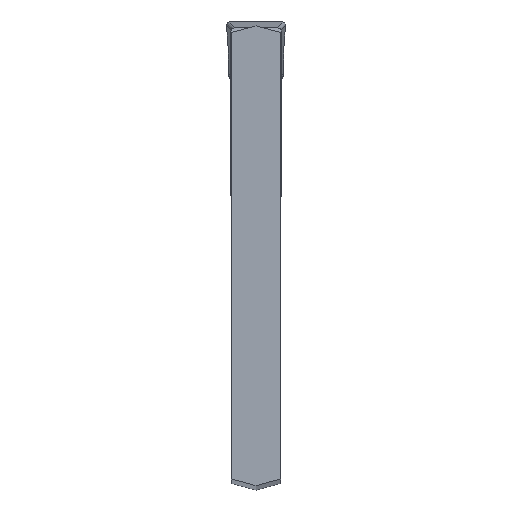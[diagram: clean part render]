
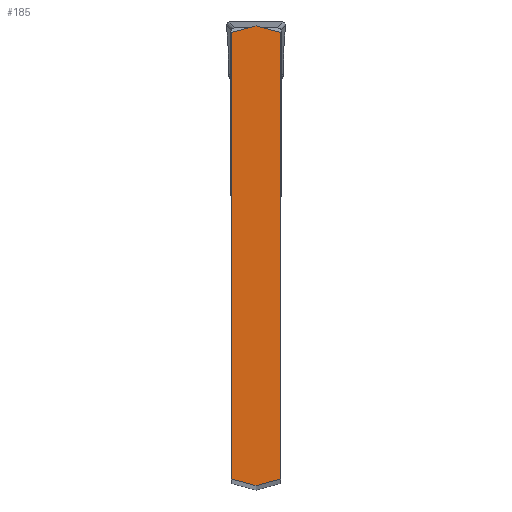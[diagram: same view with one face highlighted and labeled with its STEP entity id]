
A CAD part, top view. The second image highlights one B-rep face of the part: STEP entity #185.
In plain terms, the highlighted planar face has unit normal (0, 0, 1).
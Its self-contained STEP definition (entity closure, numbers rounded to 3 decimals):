
#185=ADVANCED_FACE('CU_SU_BACK',(#292),#258,.F.);
#258=PLANE('',#1640);
#292=FACE_OUTER_BOUND('',#365,.T.);
#365=EDGE_LOOP('',(#756,#757,#758,#759,#760,#761));
#432=LINE('',#2096,#556);
#436=LINE('',#2118,#560);
#445=LINE('',#2226,#569);
#451=LINE('',#2258,#575);
#460=LINE('',#2346,#584);
#462=LINE('',#2349,#586);
#556=VECTOR('',#1738,1.);
#560=VECTOR('',#1744,1.);
#569=VECTOR('',#1763,1.);
#575=VECTOR('',#1771,1.);
#584=VECTOR('',#1790,1.);
#586=VECTOR('',#1794,1.);
#756=ORIENTED_EDGE('',*,*,#1320,.T.);
#757=ORIENTED_EDGE('',*,*,#1322,.T.);
#758=ORIENTED_EDGE('',*,*,#1293,.F.);
#759=ORIENTED_EDGE('',*,*,#1272,.F.);
#760=ORIENTED_EDGE('',*,*,#1267,.F.);
#761=ORIENTED_EDGE('',*,*,#1301,.F.);
#1120=VERTEX_POINT('',#2095);
#1121=VERTEX_POINT('',#2097);
#1125=VERTEX_POINT('',#2119);
#1145=VERTEX_POINT('',#2227);
#1152=VERTEX_POINT('',#2257);
#1169=VERTEX_POINT('',#2345);
#1267=EDGE_CURVE('',#1120,#1121,#432,.T.);
#1272=EDGE_CURVE('',#1121,#1125,#436,.T.);
#1293=EDGE_CURVE('',#1125,#1145,#445,.T.);
#1301=EDGE_CURVE('',#1152,#1120,#451,.T.);
#1320=EDGE_CURVE('',#1152,#1169,#460,.T.);
#1322=EDGE_CURVE('',#1169,#1145,#462,.T.);
#1640=AXIS2_PLACEMENT_3D('',#2367,#1802,#1803);
#1738=DIRECTION('',(0.966,0.259,0.));
#1744=DIRECTION('',(0.966,-0.259,0.));
#1763=DIRECTION('',(0.,-1.,0.));
#1771=DIRECTION('',(0.,1.,0.));
#1790=DIRECTION('',(0.966,-0.259,0.));
#1794=DIRECTION('',(0.966,0.259,0.));
#1802=DIRECTION('',(0.,0.,-1.));
#1803=DIRECTION('',(0.,1.,0.));
#2095=CARTESIAN_POINT('',(-3.35,31.002,0.));
#2096=CARTESIAN_POINT('',(-3.35,31.002,0.));
#2097=CARTESIAN_POINT('',(-1.675,31.451,0.));
#2118=CARTESIAN_POINT('',(-1.675,31.451,0.));
#2119=CARTESIAN_POINT('',(0.,31.002,0.));
#2226=CARTESIAN_POINT('',(0.,51.451,0.));
#2227=CARTESIAN_POINT('',(0.,0.898,0.));
#2257=CARTESIAN_POINT('',(-3.35,0.898,0.));
#2258=CARTESIAN_POINT('',(-3.35,-19.551,0.));
#2345=CARTESIAN_POINT('',(-1.675,0.449,0.));
#2346=CARTESIAN_POINT('',(-3.35,0.898,0.));
#2349=CARTESIAN_POINT('',(-1.675,0.449,0.));
#2367=CARTESIAN_POINT('',(-3.35,0.,0.));
